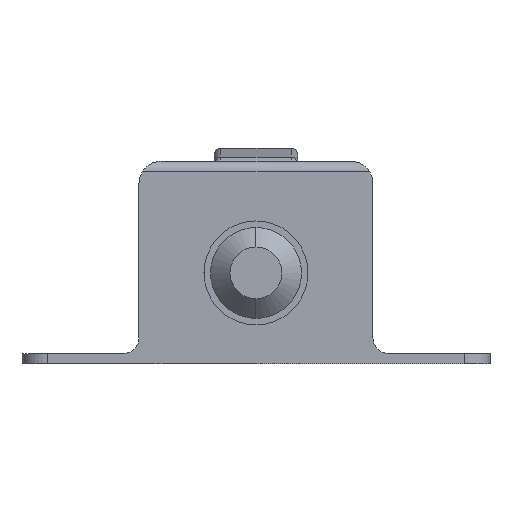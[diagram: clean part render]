
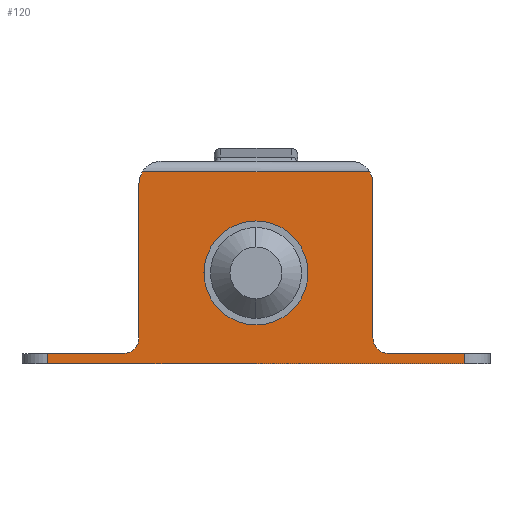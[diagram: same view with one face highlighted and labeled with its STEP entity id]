
A CAD part, left-side view. The second image highlights one B-rep face of the part: STEP entity #120.
In plain terms, the highlighted planar face has unit normal (-1, 0, 0).
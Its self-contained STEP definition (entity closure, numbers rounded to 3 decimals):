
#120=ADVANCED_FACE('',(#292,#293),#291,.F.);
#291=PLANE('',#1186);
#292=FACE_OUTER_BOUND('',#1187,.T.);
#293=FACE_BOUND('',#1188,.T.);
#1183=CARTESIAN_POINT('',(-7.5,-5.8,15.48));
#1184=DIRECTION('',(1.,0.,0.));
#1185=DIRECTION('',(0.,0.,-1.));
#1186=AXIS2_PLACEMENT_3D('',#1183,#1184,#1185);
#1187=EDGE_LOOP('',(#1758,#1759,#1760,#1761,#1762,#1763,#1764,#1765,#1766,#1767,#1768,#1769));
#1188=EDGE_LOOP('',(#1770,#1771));
#1758=ORIENTED_EDGE('',*,*,#2148,.T.);
#1759=ORIENTED_EDGE('',*,*,#2196,.T.);
#1760=ORIENTED_EDGE('',*,*,#2197,.T.);
#1761=ORIENTED_EDGE('',*,*,#2198,.T.);
#1762=ORIENTED_EDGE('',*,*,#2199,.F.);
#1763=ORIENTED_EDGE('',*,*,#2200,.T.);
#1764=ORIENTED_EDGE('',*,*,#2201,.T.);
#1765=ORIENTED_EDGE('',*,*,#2169,.T.);
#1766=ORIENTED_EDGE('',*,*,#2202,.T.);
#1767=ORIENTED_EDGE('',*,*,#2160,.T.);
#1768=ORIENTED_EDGE('',*,*,#2155,.F.);
#1769=ORIENTED_EDGE('',*,*,#2152,.T.);
#1770=ORIENTED_EDGE('',*,*,#2203,.F.);
#1771=ORIENTED_EDGE('',*,*,#2204,.F.);
#2148=EDGE_CURVE('',#2409,#2402,#2410,.T.);
#2152=EDGE_CURVE('',#2436,#2409,#2437,.T.);
#2155=EDGE_CURVE('',#2436,#2456,#2457,.T.);
#2160=EDGE_CURVE('',#2490,#2456,#2491,.T.);
#2169=EDGE_CURVE('',#2551,#2552,#2553,.T.);
#2196=EDGE_CURVE('',#2402,#2737,#2738,.T.);
#2197=EDGE_CURVE('',#2737,#2744,#2745,.T.);
#2198=EDGE_CURVE('',#2744,#2751,#2752,.T.);
#2199=EDGE_CURVE('',#2758,#2751,#2759,.T.);
#2200=EDGE_CURVE('',#2758,#2765,#2766,.T.);
#2201=EDGE_CURVE('',#2765,#2551,#2772,.T.);
#2202=EDGE_CURVE('',#2552,#2490,#2778,.T.);
#2203=EDGE_CURVE('',#2784,#2785,#2786,.T.);
#2204=EDGE_CURVE('',#2785,#2784,#2792,.T.);
#2402=VERTEX_POINT('',#3897);
#2409=VERTEX_POINT('',#3908);
#2410=CIRCLE('',#3912,1.75);
#2436=VERTEX_POINT('',#3925);
#2437=LINE('',#3926,#3927);
#2456=VERTEX_POINT('',#3937);
#2457=CIRCLE('',#3941,1.2);
#2490=VERTEX_POINT('',#3958);
#2491=LINE('',#3959,#3960);
#2551=VERTEX_POINT('',#3997);
#2552=VERTEX_POINT('',#3998);
#2553=LINE('',#3999,#4000);
#2737=VERTEX_POINT('',#4118);
#2738=LINE('',#4119,#4120);
#2744=VERTEX_POINT('',#4122);
#2745=CIRCLE('',#4126,1.75);
#2751=VERTEX_POINT('',#4127);
#2752=LINE('',#4128,#4129);
#2758=VERTEX_POINT('',#4131);
#2759=CIRCLE('',#4135,1.2);
#2765=VERTEX_POINT('',#4136);
#2766=LINE('',#4137,#4138);
#2772=LINE('',#4140,#4141);
#2778=LINE('',#4143,#4144);
#2784=VERTEX_POINT('',#4146);
#2785=VERTEX_POINT('',#4147);
#2786=CIRCLE('',#4151,4.);
#2792=CIRCLE('',#4155,4.);
#3897=CARTESIAN_POINT('',(-7.5,4.68,14.));
#3908=CARTESIAN_POINT('',(-7.5,4.4,13.05));
#3909=CARTESIAN_POINT('',(-7.5,6.15,13.05));
#3910=DIRECTION('',(-1.,0.,0.));
#3911=DIRECTION('',(0.,0.,1.));
#3912=AXIS2_PLACEMENT_3D('',#3909,#3910,#3911);
#3925=CARTESIAN_POINT('',(-7.5,4.4,1.2));
#3926=CARTESIAN_POINT('',(-7.5,4.4,1.2));
#3927=VECTOR('',#3928,11.85);
#3928=DIRECTION('',(0.,0.,1.));
#3937=CARTESIAN_POINT('',(-7.5,3.2,0.));
#3938=CARTESIAN_POINT('',(-7.5,3.2,1.2));
#3939=DIRECTION('',(-1.,0.,0.));
#3940=DIRECTION('',(0.,0.,1.));
#3941=AXIS2_PLACEMENT_3D('',#3938,#3939,#3940);
#3958=CARTESIAN_POINT('',(-7.5,-2.6,0.));
#3959=CARTESIAN_POINT('',(-7.5,-2.6,0.));
#3960=VECTOR('',#3961,5.8);
#3961=DIRECTION('',(0.,1.,0.));
#3997=CARTESIAN_POINT('',(-7.5,29.4,-0.8));
#3998=CARTESIAN_POINT('',(-7.5,-2.6,-0.8));
#3999=CARTESIAN_POINT('',(-7.5,29.4,-0.8));
#4000=VECTOR('',#4001,32.);
#4001=DIRECTION('',(0.,-1.,0.));
#4118=CARTESIAN_POINT('',(-7.5,22.12,14.));
#4119=CARTESIAN_POINT('',(-7.5,4.68,14.));
#4120=VECTOR('',#4121,17.439);
#4121=DIRECTION('',(0.,1.,0.));
#4122=CARTESIAN_POINT('',(-7.5,22.4,13.05));
#4123=CARTESIAN_POINT('',(-7.5,20.65,13.05));
#4124=DIRECTION('',(-1.,0.,0.));
#4125=DIRECTION('',(0.,0.,1.));
#4126=AXIS2_PLACEMENT_3D('',#4123,#4124,#4125);
#4127=CARTESIAN_POINT('',(-7.5,22.4,1.2));
#4128=CARTESIAN_POINT('',(-7.5,22.4,13.05));
#4129=VECTOR('',#4130,11.85);
#4130=DIRECTION('',(0.,0.,-1.));
#4131=CARTESIAN_POINT('',(-7.5,23.6,0.));
#4132=CARTESIAN_POINT('',(-7.5,23.6,1.2));
#4133=DIRECTION('',(-1.,0.,0.));
#4134=DIRECTION('',(0.,0.,1.));
#4135=AXIS2_PLACEMENT_3D('',#4132,#4133,#4134);
#4136=CARTESIAN_POINT('',(-7.5,29.4,0.));
#4137=CARTESIAN_POINT('',(-7.5,23.6,0.));
#4138=VECTOR('',#4139,5.8);
#4139=DIRECTION('',(0.,1.,0.));
#4140=CARTESIAN_POINT('',(-7.5,29.4,0.));
#4141=VECTOR('',#4142,0.8);
#4142=DIRECTION('',(0.,0.,-1.));
#4143=CARTESIAN_POINT('',(-7.5,-2.6,-0.8));
#4144=VECTOR('',#4145,0.8);
#4145=DIRECTION('',(0.,0.,1.));
#4146=CARTESIAN_POINT('',(-7.5,13.4,10.2));
#4147=CARTESIAN_POINT('',(-7.5,13.4,2.2));
#4148=CARTESIAN_POINT('',(-7.5,13.4,6.2));
#4149=DIRECTION('',(-1.,0.,0.));
#4150=DIRECTION('',(0.,0.,-1.));
#4151=AXIS2_PLACEMENT_3D('',#4148,#4149,#4150);
#4152=CARTESIAN_POINT('',(-7.5,13.4,6.2));
#4153=DIRECTION('',(-1.,0.,0.));
#4154=DIRECTION('',(0.,0.,-1.));
#4155=AXIS2_PLACEMENT_3D('',#4152,#4153,#4154);
